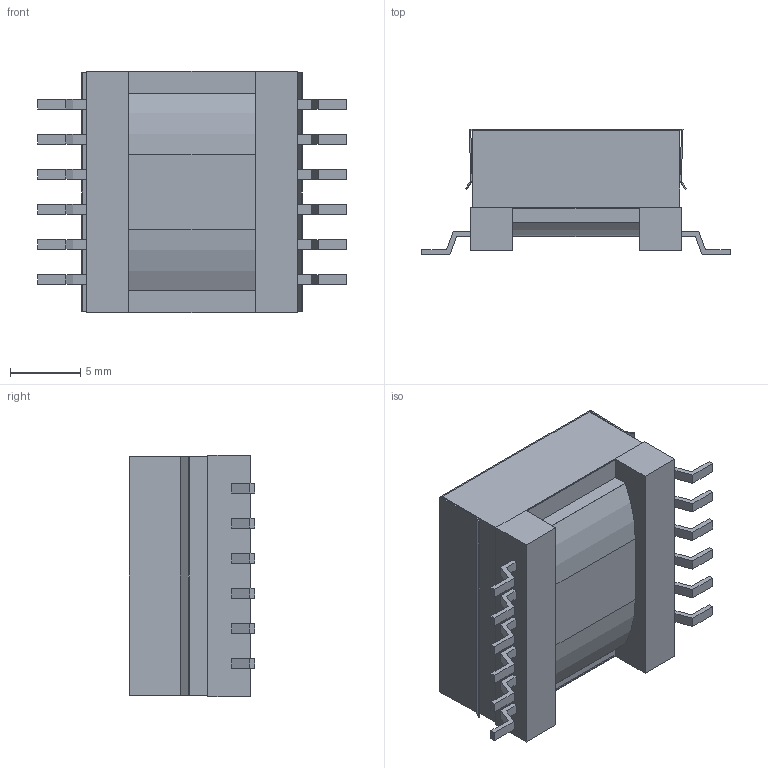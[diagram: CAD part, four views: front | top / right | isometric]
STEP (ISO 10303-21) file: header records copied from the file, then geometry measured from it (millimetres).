
FILE_DESCRIPTION (( 'STEP AP214' ), '1' );
FILE_NAME ('Coilcraft-DA2032-AL.STEP', '2019-01-20T10:51:32', ( '' ), ( '' ), 'SwSTEP 2.0', 'SolidWorks 2018', '' );
FILE_SCHEMA (( 'AUTOMOTIVE_DESIGN' ));
Length unit declared in the file: millimetre
Products named in the file (1): Coilcraft-DA2032-AL
Bounding box: 22 x 8.94 x 17.2 mm (x, y, z)
Volume: 1983.8 mm3; surface area: 1505.7 mm2
Topology: 1 solids, 1 shells, 184 faces, 765 edges, 618 vertices
Faces by surface type: plane 182, cylinder 2
Entity records: 11363 total; most frequent: CARTESIAN_POINT 4680, ORIENTED_EDGE 1530, EDGE_CURVE 765, DIRECTION 751, VERTEX_POINT 618, B_SPLINE_CURVE_WITH_KNOTS 384, LINE 381, VECTOR 381
